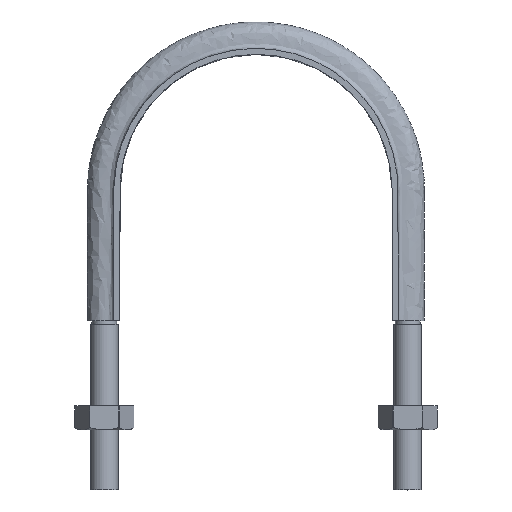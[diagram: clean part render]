
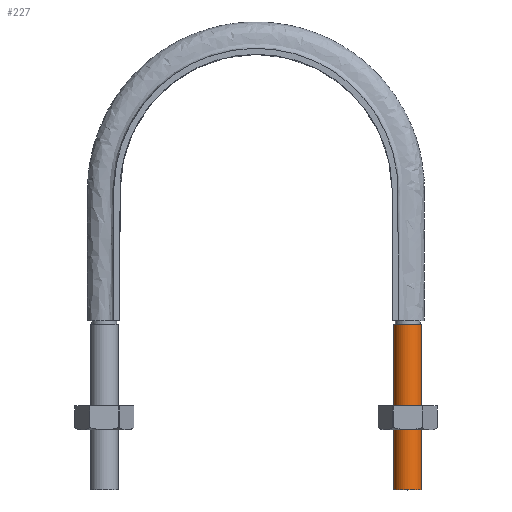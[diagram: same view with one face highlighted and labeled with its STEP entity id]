
A CAD part, top view. The second image highlights one B-rep face of the part: STEP entity #227.
In plain terms, the highlighted cylindrical face has radius 4.6 mm (diameter 9.2 mm), a full revolution.
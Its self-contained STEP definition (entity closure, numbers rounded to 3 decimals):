
#227 = ADVANCED_FACE( '', ( #316, #317 ), #318, .T. );
#316 = FACE_OUTER_BOUND( '', #647, .T. );
#317 = FACE_OUTER_BOUND( '', #648, .T. );
#318 = CYLINDRICAL_SURFACE( '', #649, 4.6 );
#647 = EDGE_LOOP( '', ( #1515 ) );
#648 = EDGE_LOOP( '', ( #1516 ) );
#649 = AXIS2_PLACEMENT_3D( '', #1517, #1518, #1519 );
#1515 = ORIENTED_EDGE( '', *, *, #2001, .T. );
#1516 = ORIENTED_EDGE( '', *, *, #2022, .F. );
#1517 = CARTESIAN_POINT( '', ( 50.5, 55., 0. ) );
#1518 = DIRECTION( '', ( 0., 1., 0. ) );
#1519 = DIRECTION( '', ( 1., 0., 0. ) );
#2001 = EDGE_CURVE( '', #2163, #2163, #2164, .T. );
#2022 = EDGE_CURVE( '', #2191, #2191, #2192, .T. );
#2163 = VERTEX_POINT( '', #2416 );
#2164 = CIRCLE( '', #2417, 4.6 );
#2191 = VERTEX_POINT( '', #2483 );
#2192 = CIRCLE( '', #2484, 4.6 );
#2416 = CARTESIAN_POINT( '', ( 55.1, 55., 0. ) );
#2417 = AXIS2_PLACEMENT_3D( '', #3080, #3081, #3082 );
#2483 = CARTESIAN_POINT( '', ( 55.1, 0., 0. ) );
#2484 = AXIS2_PLACEMENT_3D( '', #3104, #3105, #3106 );
#3080 = CARTESIAN_POINT( '', ( 50.5, 55., 0. ) );
#3081 = DIRECTION( '', ( 0., -1., 0. ) );
#3082 = DIRECTION( '', ( 1., 0., 0. ) );
#3104 = CARTESIAN_POINT( '', ( 50.5, 0., 0. ) );
#3105 = DIRECTION( '', ( 0., -1., 0. ) );
#3106 = DIRECTION( '', ( 1., 0., 0. ) );
